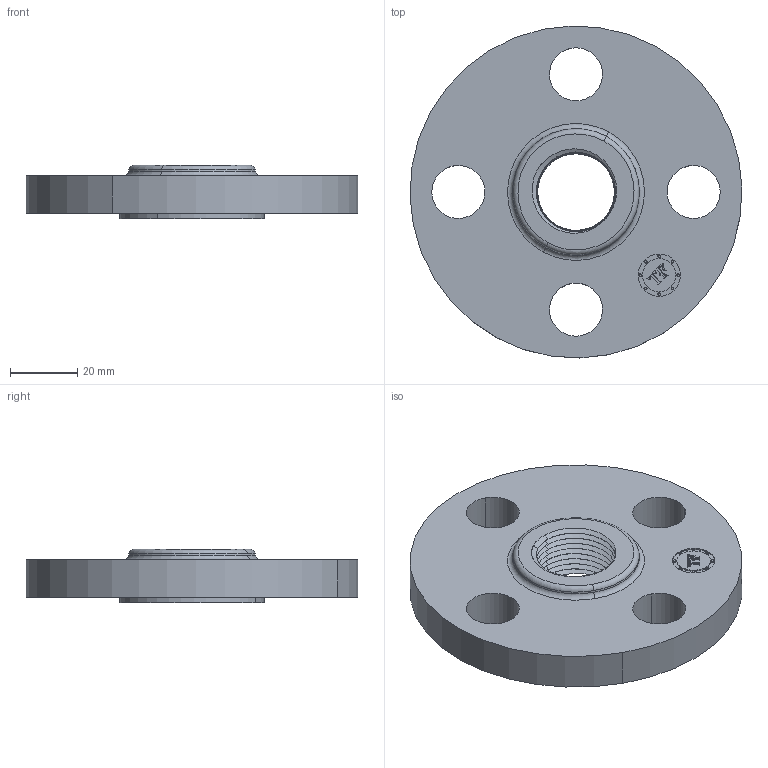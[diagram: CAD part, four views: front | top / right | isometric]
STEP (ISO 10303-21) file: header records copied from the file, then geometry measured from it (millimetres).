
FILE_DESCRIPTION(('3D STEP'),'2;1');
FILE_NAME('0.75-150-THREADED-RF-FLANGE.stp','2013-01-25T07:23:01+00:00',('Texas Flange'),(''),'CATIA Version 5 Release 20 SP 6 (IN-10)','CATIA V5 STEP AP214','800-826-3801');
FILE_SCHEMA(('AUTOMOTIVE_DESIGN { 1 0 10303 214 1 1 1 1 }'));
Length unit declared in the file: inch
Products named in the file (1): 0.75-150-THREADED-RF-FLANGE
Bounding box: 98.52 x 98.52 x 15.81 mm (x, y, z)
Volume: 74721.8 mm3; surface area: 21174.3 mm2
Topology: 1 solids, 1 shells, 504 faces, 1373 edges, 890 vertices
Faces by surface type: plane 369, bspline 78, cylinder 32, cone 21, torus 4
Entity records: 19741 total; most frequent: CARTESIAN_POINT 5239, ORIENTED_EDGE 2746, DIRECTION 1904, EDGE_CURVE 1373, VECTOR 1096, LINE 1096, VERTEX_POINT 890, EDGE_LOOP 533
